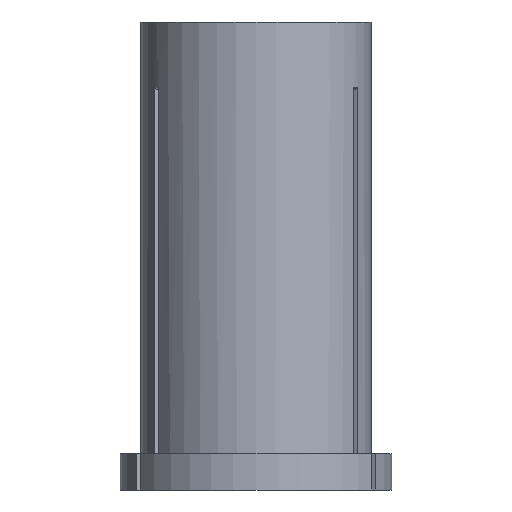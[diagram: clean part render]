
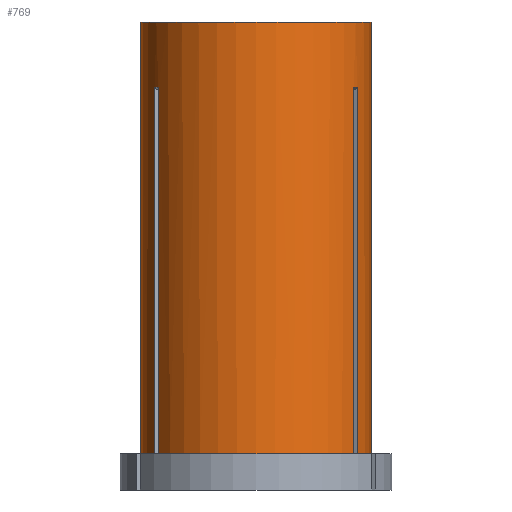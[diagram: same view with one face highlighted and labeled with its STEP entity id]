
A CAD part, front view. The second image highlights one B-rep face of the part: STEP entity #769.
In plain terms, the highlighted cylindrical face has radius 15.875 mm (diameter 31.75 mm), a partial arc.
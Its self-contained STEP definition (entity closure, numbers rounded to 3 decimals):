
#13 = CARTESIAN_POINT ( 'NONE',  ( -13.491, -8.367, 0. ) ) ;
#36 = VERTEX_POINT ( 'NONE', #1172 ) ;
#37 = CARTESIAN_POINT ( 'NONE',  ( -15.875, 0., 0. ) ) ;
#48 = FACE_OUTER_BOUND ( 'NONE', #1117, .T. ) ;
#57 = CARTESIAN_POINT ( 'NONE',  ( 13.991, -7.501, 0. ) ) ;
#61 = CIRCLE ( 'NONE', #968, 15.875 ) ;
#89 = EDGE_CURVE ( 'NONE', #1357, #1119, #696, .T. ) ;
#93 = CARTESIAN_POINT ( 'NONE',  ( 13.58, -8.224, -9.002 ) ) ;
#110 = DIRECTION ( 'NONE',  ( 1., 0., 0. ) ) ;
#127 = LINE ( 'NONE', #13, #1251 ) ;
#136 = ORIENTED_EDGE ( 'NONE', *, *, #1098, .T. ) ;
#173 = LINE ( 'NONE', #1330, #1282 ) ;
#204 = EDGE_CURVE ( 'NONE', #1229, #1160, #490, .T. ) ;
#215 = ORIENTED_EDGE ( 'NONE', *, *, #980, .T. ) ;
#274 = DIRECTION ( 'NONE',  ( 0., 0., 1. ) ) ;
#293 = VERTEX_POINT ( 'NONE', #326 ) ;
#294 = DIRECTION ( 'NONE',  ( 0., 0., 1. ) ) ;
#296 = ORIENTED_EDGE ( 'NONE', *, *, #766, .F. ) ;
#299 = ORIENTED_EDGE ( 'NONE', *, *, #1358, .T. ) ;
#301 = CARTESIAN_POINT ( 'NONE',  ( 13.991, -7.501, -9.006 ) ) ;
#316 = EDGE_CURVE ( 'NONE', #1357, #36, #1058, .T. ) ;
#318 = CARTESIAN_POINT ( 'NONE',  ( 13.491, -8.367, -9.006 ) ) ;
#326 = CARTESIAN_POINT ( 'NONE',  ( 13.991, -7.501, -59.6 ) ) ;
#373 = VECTOR ( 'NONE', #439, 1000. ) ;
#381 = CARTESIAN_POINT ( 'NONE',  ( 13.751, -7.938, -8.998 ) ) ;
#391 = VECTOR ( 'NONE', #294, 1000. ) ;
#396 = VERTEX_POINT ( 'NONE', #993 ) ;
#407 = DIRECTION ( 'NONE',  ( 1., 0., 0. ) ) ;
#439 = DIRECTION ( 'NONE',  ( 0., 0., 1. ) ) ;
#472 = CARTESIAN_POINT ( 'NONE',  ( 0., 0., -59.6 ) ) ;
#473 = CARTESIAN_POINT ( 'NONE',  ( -13.991, -7.501, -9.006 ) ) ;
#477 = DIRECTION ( 'NONE',  ( 1., 0., 0. ) ) ;
#488 = CARTESIAN_POINT ( 'NONE',  ( -13.664, -8.083, -9. ) ) ;
#490 = LINE ( 'NONE', #1147, #391 ) ;
#508 = DIRECTION ( 'NONE',  ( 0., 0., 1. ) ) ;
#534 = AXIS2_PLACEMENT_3D ( 'NONE', #1367, #731, #407 ) ;
#544 = CARTESIAN_POINT ( 'NONE',  ( -13.991, -7.501, -9.006 ) ) ;
#574 = VERTEX_POINT ( 'NONE', #473 ) ;
#580 = AXIS2_PLACEMENT_3D ( 'NONE', #747, #508, #110 ) ;
#581 = CARTESIAN_POINT ( 'NONE',  ( 0., 0., -59.6 ) ) ;
#584 = CARTESIAN_POINT ( 'NONE',  ( -13.912, -7.648, -9.002 ) ) ;
#587 = DIRECTION ( 'NONE',  ( 1., 0., 0. ) ) ;
#598 = CARTESIAN_POINT ( 'NONE',  ( -13.991, -7.501, -59.6 ) ) ;
#603 = LINE ( 'NONE', #57, #847 ) ;
#604 = CYLINDRICAL_SURFACE ( 'NONE', #580, 15.875 ) ;
#612 = VERTEX_POINT ( 'NONE', #714 ) ;
#613 = B_SPLINE_CURVE_WITH_KNOTS ( 'NONE', 3,
 ( #544, #584, #1350, #488, #1341, #711 ),
 .UNSPECIFIED., .F., .F.,
 ( 4, 2, 4 ),
 ( 0.089, 0.09, 0.09 ),
 .UNSPECIFIED. ) ;
#616 = ORIENTED_EDGE ( 'NONE', *, *, #1244, .T. ) ;
#617 = CARTESIAN_POINT ( 'NONE',  ( 13.491, -8.367, -9.006 ) ) ;
#634 = ORIENTED_EDGE ( 'NONE', *, *, #1201, .T. ) ;
#647 = AXIS2_PLACEMENT_3D ( 'NONE', #581, #827, #587 ) ;
#648 = ORIENTED_EDGE ( 'NONE', *, *, #316, .F. ) ;
#671 = CARTESIAN_POINT ( 'NONE',  ( -13.991, -7.501, 0. ) ) ;
#673 = LINE ( 'NONE', #671, #770 ) ;
#687 = DIRECTION ( 'NONE',  ( 0., 0., 1. ) ) ;
#688 = DIRECTION ( 'NONE',  ( 0., 0., 1. ) ) ;
#696 = CIRCLE ( 'NONE', #848, 15.875 ) ;
#711 = CARTESIAN_POINT ( 'NONE',  ( -13.491, -8.367, -9.006 ) ) ;
#714 = CARTESIAN_POINT ( 'NONE',  ( 15.875, 0., -59.6 ) ) ;
#725 = DIRECTION ( 'NONE',  ( 1., 0., 0. ) ) ;
#731 = DIRECTION ( 'NONE',  ( 0., 0., 1. ) ) ;
#747 = CARTESIAN_POINT ( 'NONE',  ( 0., 0., 0. ) ) ;
#766 = EDGE_CURVE ( 'NONE', #36, #959, #1057, .T. ) ;
#769 = ADVANCED_FACE ( 'NONE', ( #48 ), #604, .T. ) ;
#770 = VECTOR ( 'NONE', #775, 1000. ) ;
#775 = DIRECTION ( 'NONE',  ( 0., 0., 1. ) ) ;
#779 = ORIENTED_EDGE ( 'NONE', *, *, #204, .T. ) ;
#786 = CARTESIAN_POINT ( 'NONE',  ( -13.491, -8.367, -9.006 ) ) ;
#809 = ORIENTED_EDGE ( 'NONE', *, *, #1279, .F. ) ;
#814 = DIRECTION ( 'NONE',  ( 0., 0., 1. ) ) ;
#827 = DIRECTION ( 'NONE',  ( 0., 0., 1. ) ) ;
#847 = VECTOR ( 'NONE', #274, 1000. ) ;
#848 = AXIS2_PLACEMENT_3D ( 'NONE', #1139, #814, #477 ) ;
#855 = VERTEX_POINT ( 'NONE', #786 ) ;
#869 = CARTESIAN_POINT ( 'NONE',  ( 13.491, -8.367, -59.6 ) ) ;
#870 = DIRECTION ( 'NONE',  ( 0., 0., 1. ) ) ;
#898 = CIRCLE ( 'NONE', #647, 15.875 ) ;
#900 = ORIENTED_EDGE ( 'NONE', *, *, #1041, .F. ) ;
#924 = CARTESIAN_POINT ( 'NONE',  ( 15.875, 0., 0. ) ) ;
#959 = VERTEX_POINT ( 'NONE', #924 ) ;
#968 = AXIS2_PLACEMENT_3D ( 'NONE', #472, #688, #725 ) ;
#980 = EDGE_CURVE ( 'NONE', #1160, #1008, #1162, .T. ) ;
#993 = CARTESIAN_POINT ( 'NONE',  ( -13.491, -8.367, -59.6 ) ) ;
#1008 = VERTEX_POINT ( 'NONE', #301 ) ;
#1041 = EDGE_CURVE ( 'NONE', #396, #855, #127, .T. ) ;
#1043 = CARTESIAN_POINT ( 'NONE',  ( 13.913, -7.647, -9.002 ) ) ;
#1057 = CIRCLE ( 'NONE', #534, 15.875 ) ;
#1058 = LINE ( 'NONE', #37, #373 ) ;
#1081 = CARTESIAN_POINT ( 'NONE',  ( -15.875, 0., -59.6 ) ) ;
#1098 = EDGE_CURVE ( 'NONE', #396, #1229, #898, .T. ) ;
#1108 = EDGE_CURVE ( 'NONE', #293, #612, #61, .T. ) ;
#1117 = EDGE_LOOP ( 'NONE', ( #648, #1290, #299, #616, #900, #136, #779, #215, #809, #1256, #634, #296 ) ) ;
#1119 = VERTEX_POINT ( 'NONE', #598 ) ;
#1139 = CARTESIAN_POINT ( 'NONE',  ( 0., 0., -59.6 ) ) ;
#1147 = CARTESIAN_POINT ( 'NONE',  ( 13.491, -8.367, 0. ) ) ;
#1160 = VERTEX_POINT ( 'NONE', #318 ) ;
#1162 = B_SPLINE_CURVE_WITH_KNOTS ( 'NONE', 3,
 ( #617, #93, #381, #1043, #1246 ),
 .UNSPECIFIED., .F., .F.,
 ( 4, 1, 4 ),
 ( 0.098, 0.098, 0.099 ),
 .UNSPECIFIED. ) ;
#1172 = CARTESIAN_POINT ( 'NONE',  ( -15.875, 0., 0. ) ) ;
#1201 = EDGE_CURVE ( 'NONE', #612, #959, #173, .T. ) ;
#1229 = VERTEX_POINT ( 'NONE', #869 ) ;
#1244 = EDGE_CURVE ( 'NONE', #574, #855, #613, .T. ) ;
#1246 = CARTESIAN_POINT ( 'NONE',  ( 13.991, -7.501, -9.006 ) ) ;
#1251 = VECTOR ( 'NONE', #870, 1000. ) ;
#1256 = ORIENTED_EDGE ( 'NONE', *, *, #1108, .T. ) ;
#1279 = EDGE_CURVE ( 'NONE', #293, #1008, #603, .T. ) ;
#1282 = VECTOR ( 'NONE', #687, 1000. ) ;
#1290 = ORIENTED_EDGE ( 'NONE', *, *, #89, .T. ) ;
#1330 = CARTESIAN_POINT ( 'NONE',  ( 15.875, 0., 0. ) ) ;
#1341 = CARTESIAN_POINT ( 'NONE',  ( -13.579, -8.226, -9.002 ) ) ;
#1350 = CARTESIAN_POINT ( 'NONE',  ( -13.831, -7.794, -9. ) ) ;
#1357 = VERTEX_POINT ( 'NONE', #1081 ) ;
#1358 = EDGE_CURVE ( 'NONE', #1119, #574, #673, .T. ) ;
#1367 = CARTESIAN_POINT ( 'NONE',  ( 0., 0., 0. ) ) ;
